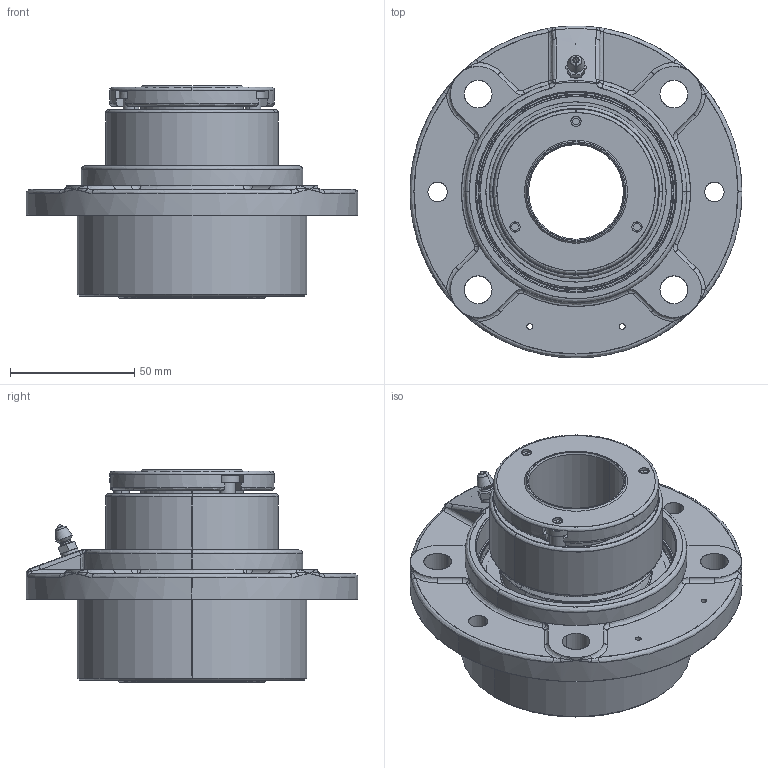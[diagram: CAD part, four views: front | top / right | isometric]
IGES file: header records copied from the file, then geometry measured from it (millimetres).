
Start section: SolidWorks IGES file using analytic representation for surfaces
Global section: file name: USDEFAU08121513497852.igs; native system: SolidWorks 2017; preprocessor: SolidWorks 2017; author: partstream; date: 170812.151358; units: inch
Bounding box: 133.35 x 133.35 x 85.33 mm (x, y, z)
Surface area: 198255.6 mm2 (no closed solid volume)
Topology: 0 solids, 0 shells, 699 faces, 12559 edges, 12538 vertices
Faces by surface type: bspline 415, revolution 284
